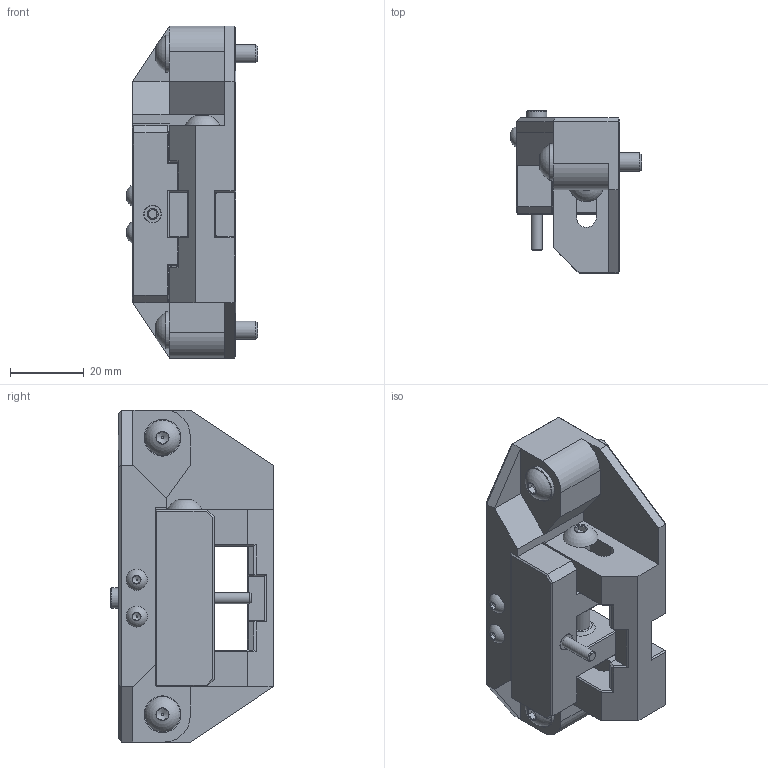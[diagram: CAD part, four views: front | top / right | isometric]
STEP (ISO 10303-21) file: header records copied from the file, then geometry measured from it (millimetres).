
FILE_DESCRIPTION(('FreeCAD Model'),'2;1');
FILE_NAME('Open CASCADE Shape Model','2023-11-28T18:08:33',(''),(''), 'Open CASCADE STEP processor 7.6','FreeCAD','Unknown');
FILE_SCHEMA(('AUTOMOTIVE_DESIGN { 1 0 10303 214 1 1 1 1 }'));
Length unit declared in the file: millimetre
Products named in the file (9): front-idler-assembly; idler-housing001; idler-mounter-rev (Mirror #2)001; M5x45-Screw; M3x25-Screw; M3-Insert; M3x35-Screw; M5-Washer; M5x25-Screw
Assembly tree (11 placements, depth 2):
  front-idler-assembly
    idler-housing001
    idler-mounter-rev (Mirror #2)001
    M5x45-Screw
    M3x25-Screw  x2
    M3-Insert
    M3x35-Screw
    M5-Washer  x2
    M5x25-Screw  x2
Bounding box: 35.65 x 44 x 90 mm (x, y, z)
Volume: 55129.9 mm3; surface area: 23017.7 mm2
Topology: 11 solids, 11 shells, 311 faces, 699 edges, 422 vertices
Faces by surface type: plane 225, cylinder 43, cone 31, revolution 7, sphere 5
Full cylindrical faces by diameter (mm): 2.46 x1, 3 x6, 3.1 x2, 3.2 x1, 3.3 x1, 3.505 x2, 3.86 x1, 4 x1, 4.55 x2, 5 x10, 5.3 x2, 5.5 x1, 6.3 x2, 7.5 x1, 8 x2, 10 x2
Entity records: 7904 total; most frequent: DIRECTION 1369, CARTESIAN_POINT 1293, ORIENTED_EDGE 1250, EDGE_CURVE 625, LINE 460, VECTOR 460, AXIS2_PLACEMENT_3D 452, VERTEX_POINT 376
